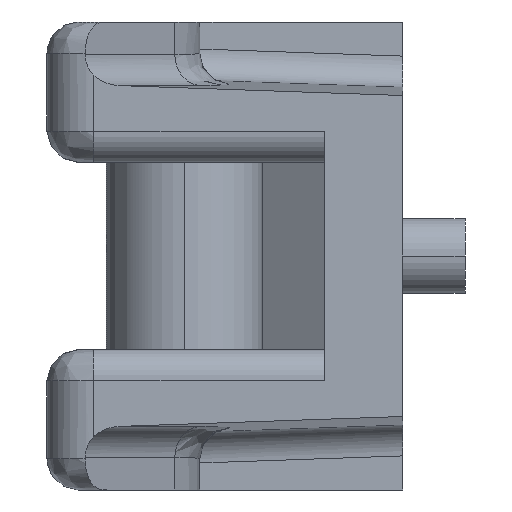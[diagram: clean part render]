
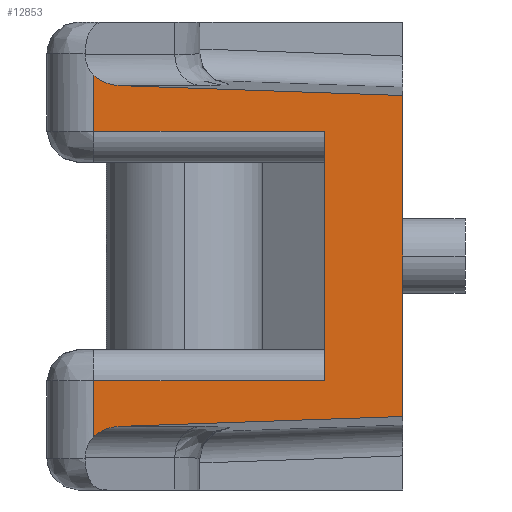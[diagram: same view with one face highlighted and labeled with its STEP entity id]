
A CAD part, left-side view. The second image highlights one B-rep face of the part: STEP entity #12853.
In plain terms, the highlighted planar face has unit normal (-1, 0, 0).
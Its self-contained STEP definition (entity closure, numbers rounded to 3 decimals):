
#2865=CARTESIAN_POINT('',(-23.,9.082,5.461));
#2866=CARTESIAN_POINT('',(-23.,9.241,5.467));
#2867=CARTESIAN_POINT('',(-23.,9.535,5.532));
#2868=CARTESIAN_POINT('',(-23.,9.789,5.688));
#2869=CARTESIAN_POINT('',(-23.,9.902,5.799));
#2883=DIRECTION('',(0.,-0.999,0.035));
#2884=VECTOR('',#2883,9.088);
#2885=CARTESIAN_POINT('',(-23.,9.082,-5.461));
#2886=LINE('',#2885,#2884);
#2887=DIRECTION('',(0.,1.,0.));
#2888=VECTOR('',#2887,7.402);
#2889=CARTESIAN_POINT('',(-23.,2.5,-4.));
#2890=LINE('',#2889,#2888);
#2891=DIRECTION('',(0.,-1.,0.));
#2892=VECTOR('',#2891,7.402);
#2893=CARTESIAN_POINT('',(-23.,9.902,4.));
#2894=LINE('',#2893,#2892);
#2895=DIRECTION('',(0.,-0.999,-0.035));
#2896=VECTOR('',#2895,9.088);
#2897=CARTESIAN_POINT('',(-23.,9.082,5.461));
#2898=LINE('',#2897,#2896);
#2899=DIRECTION('',(0.,0.,1.));
#2900=VECTOR('',#2899,10.288);
#2901=CARTESIAN_POINT('',(-23.,0.,-5.144));
#2902=LINE('',#2901,#2900);
#2931=CARTESIAN_POINT('',(-23.,9.902,-5.799));
#2933=CARTESIAN_POINT('',(-23.,9.902,-5.799));
#2934=CARTESIAN_POINT('',(-23.,9.789,-5.688));
#2935=CARTESIAN_POINT('',(-23.,9.535,-5.532));
#2936=CARTESIAN_POINT('',(-23.,9.241,-5.467));
#2937=CARTESIAN_POINT('',(-23.,9.082,-5.461));
#2939=DIRECTION('',(0.,0.,-1.));
#2940=VECTOR('',#2939,1.799);
#2941=CARTESIAN_POINT('',(-23.,9.902,-4.));
#2942=LINE('',#2941,#2940);
#3195=DIRECTION('',(0.,0.,-1.));
#3196=VECTOR('',#3195,1.799);
#3197=CARTESIAN_POINT('',(-23.,9.902,5.799));
#3198=LINE('',#3197,#3196);
#3224=DIRECTION('',(0.,0.,-1.));
#3225=VECTOR('',#3224,8.);
#3226=CARTESIAN_POINT('',(-23.,2.5,4.));
#3227=LINE('',#3226,#3225);
#8387=CARTESIAN_POINT('',(-23.,2.5,4.));
#8389=VERTEX_POINT('',#8387);
#8392=CARTESIAN_POINT('',(-23.,2.5,-4.));
#8394=VERTEX_POINT('',#8392);
#8426=VERTEX_POINT('',#2865);
#8427=VERTEX_POINT('',#2869);
#8435=VERTEX_POINT('',#2931);
#8436=VERTEX_POINT('',#2937);
#8447=CARTESIAN_POINT('',(-23.,9.902,4.));
#8448=VERTEX_POINT('',#8447);
#8467=CARTESIAN_POINT('',(-23.,9.902,-4.));
#8468=VERTEX_POINT('',#8467);
#8529=CARTESIAN_POINT('',(-23.,0.,-5.144));
#8530=CARTESIAN_POINT('',(-23.,0.,5.144));
#8531=VERTEX_POINT('',#8529);
#8532=VERTEX_POINT('',#8530);
#12829=CARTESIAN_POINT('',(-23.,0.,-7.5));
#12830=DIRECTION('',(1.,0.,0.));
#12831=DIRECTION('',(0.,1.,0.));
#12832=AXIS2_PLACEMENT_3D('',#12829,#12830,#12831);
#12833=PLANE('',#12832);
#12835=ORIENTED_EDGE('',*,*,#12834,.F.);
#12837=ORIENTED_EDGE('',*,*,#12836,.F.);
#12839=ORIENTED_EDGE('',*,*,#12838,.F.);
#12841=ORIENTED_EDGE('',*,*,#12840,.F.);
#12843=ORIENTED_EDGE('',*,*,#12842,.F.);
#12845=ORIENTED_EDGE('',*,*,#12844,.F.);
#12847=ORIENTED_EDGE('',*,*,#12846,.F.);
#12848=ORIENTED_EDGE('',*,*,#12817,.F.);
#12849=ORIENTED_EDGE('',*,*,#12807,.T.);
#12850=ORIENTED_EDGE('',*,*,#11847,.F.);
#12851=EDGE_LOOP('',(#12835,#12837,#12839,#12841,#12843,#12845,#12847,#12848,
#12849,#12850));
#12852=FACE_OUTER_BOUND('',#12851,.F.);
#12853=ADVANCED_FACE('',(#12852),#12833,.F.);
#2870=B_SPLINE_CURVE_WITH_KNOTS('',3,(#2865,#2866,#2867,#2868,#2869),
.UNSPECIFIED.,.F.,.F.,(4,1,4),(0.,0.5,1.),.UNSPECIFIED.);
#2938=B_SPLINE_CURVE_WITH_KNOTS('',3,(#2933,#2934,#2935,#2936,#2937),
.UNSPECIFIED.,.F.,.F.,(4,1,4),(0.,0.5,1.),.UNSPECIFIED.);
#11847=EDGE_CURVE('',#8531,#8532,#2902,.T.);
#12807=EDGE_CURVE('',#8426,#8532,#2898,.T.);
#12817=EDGE_CURVE('',#8426,#8427,#2870,.T.);
#12834=EDGE_CURVE('',#8436,#8531,#2886,.T.);
#12836=EDGE_CURVE('',#8435,#8436,#2938,.T.);
#12838=EDGE_CURVE('',#8468,#8435,#2942,.T.);
#12840=EDGE_CURVE('',#8394,#8468,#2890,.T.);
#12842=EDGE_CURVE('',#8389,#8394,#3227,.T.);
#12844=EDGE_CURVE('',#8448,#8389,#2894,.T.);
#12846=EDGE_CURVE('',#8427,#8448,#3198,.T.);
